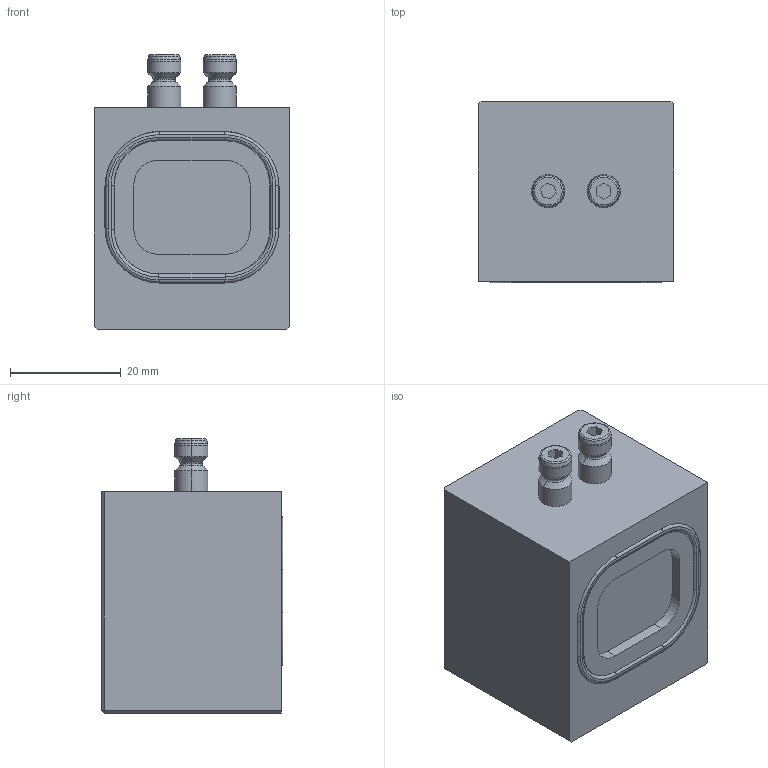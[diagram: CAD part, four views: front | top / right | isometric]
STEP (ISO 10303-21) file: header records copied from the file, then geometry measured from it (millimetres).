
FILE_DESCRIPTION(('HOOPS Exchange Step'),'2;1');
FILE_NAME('export-494B2D33-C6E6-4BE2-AB22-A329E99437CE.stp','2024-11-19T08:19:21+01:00',('Gebruiker'),('Alibre'),'HOOPS Exchange 2024.5','Alibre','Unknown authorisation');
FILE_SCHEMA( ('AP242_MANAGED_MODEL_BASED_3D_ENGINEERING_MIM_LF {1 0 10303 442 1 1 4 }') );
Length unit declared in the file: millimetre
Products named in the file (2): 7093-1 WER3000LLN-00-00-A Protection Element for the fixed part (Tool side); 7093 WER3000LLN-00-00-A Protection Element for the fixed part (Tool side)
Assembly tree (1 placements, depth 2):
  7093 WER3000LLN-00-00-A Protection Element for the fixed part (Tool side)
    7093-1 WER3000LLN-00-00-A Protection Element for the fixed part (Tool side)
Bounding box: 35.25 x 32.75 x 49.5 mm (x, y, z)
Volume: 45593.8 mm3; surface area: 8569.9 mm2
Topology: 1 solids, 1 shells, 126 faces, 291 edges, 176 vertices
Faces by surface type: plane 54, cylinder 36, torus 24, cone 12
Entity records: 3650 total; most frequent: DIRECTION 671, CARTESIAN_POINT 597, ORIENTED_EDGE 582, EDGE_CURVE 291, AXIS2_PLACEMENT_3D 250, VERTEX_POINT 176, VECTOR 171, LINE 171
